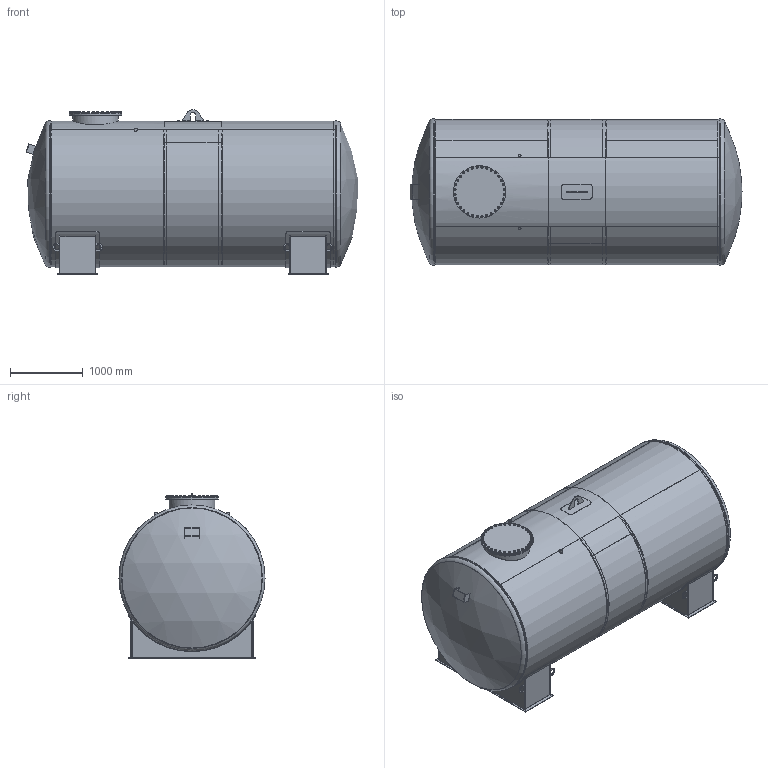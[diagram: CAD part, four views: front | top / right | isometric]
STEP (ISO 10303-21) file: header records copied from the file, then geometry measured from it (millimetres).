
FILE_DESCRIPTION(/* description */ (''),/* implementation_level */ '2;1');
FILE_NAME(/* name */ 'dh3c_cad-101211_202208.stp',/* time_stamp */ '2022-09-05T15:24:52+02:00',/* author */ ('mh'),/* organization */ (''),/* preprocessor_version */ 'ST-DEVELOPER v18.1',/* originating_system */ 'Autodesk Inventor 2022',/* authorisation */ '');
FILE_SCHEMA (('AUTOMOTIVE_DESIGN { 1 0 10303 214 3 1 1 }'));
Length unit declared in the file: millimetre
Products named in the file (1): Bauteil11
Bounding box: 4561.43 x 2008 x 2261 mm (x, y, z)
Surface area: 137033231.8 mm2 (no closed solid volume)
Topology: 0 solids, 135 shells, 1520 faces, 3241 edges, 2060 vertices
Faces by surface type: plane 850, cone 352, cylinder 298, sphere 8, torus 8, bspline 4
Full cylindrical faces by diameter (mm): 13.835 x32, 16 x32, 17 x32, 18 x64, 22.49 x32, 30 x32, 30.291 x2, 39.5 x2, 570 x1, 580 x1, 600 x1, 630 x1, 660 x1, 720 x2, 1988 x5, 2000 x5, 2002 x2, 2008 x2
Entity records: 42640 total; most frequent: CARTESIAN_POINT 9306, DIRECTION 6491, ORIENTED_EDGE 6482, EDGE_CURVE 3241, AXIS2_PLACEMENT_3D 2531, VERTEX_POINT 2060, EDGE_LOOP 1855, FACE_OUTER_BOUND 1520
